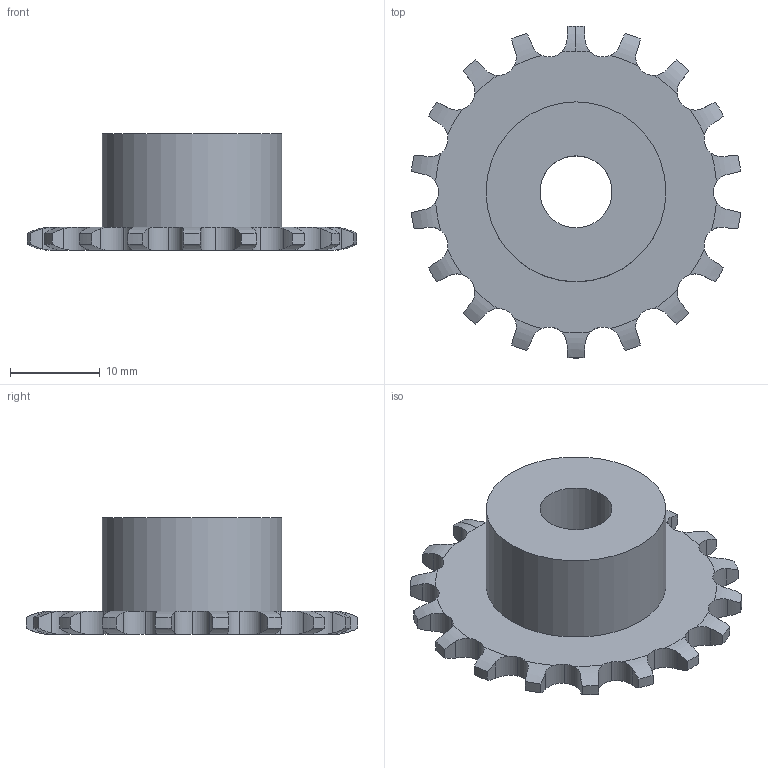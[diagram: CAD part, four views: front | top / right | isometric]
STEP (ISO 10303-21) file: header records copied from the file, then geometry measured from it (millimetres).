
FILE_DESCRIPTION(('FreeCAD Model'),'2;1');
FILE_NAME('Open CASCADE Shape Model','2021-02-25T15:52:22',( 'Simone Bignetti'),(''),'Open CASCADE STEP processor 7.4','FreeCAD', 'Unknown');
FILE_SCHEMA(('AUTOMOTIVE_DESIGN { 1 0 10303 214 1 1 1 1 }'));
Length unit declared in the file: millimetre
Products named in the file (1): Hole
Bounding box: 36.61 x 36.9 x 13 mm (x, y, z)
Volume: 4825.4 mm3; surface area: 3009.4 mm2
Topology: 1 solids, 1 shells, 133 faces, 426 edges, 296 vertices
Faces by surface type: cylinder 92, revolution 38, plane 3
Full cylindrical faces by diameter (mm): 8 x1, 20 x1
Entity records: 15531 total; most frequent: CARTESIAN_POINT 7812, DIRECTION 1267, ORIENTED_EDGE 852, PCURVE 852, DEFINITIONAL_REPRESENTATION 852, LINE 506, VECTOR 506, B_SPLINE_CURVE_WITH_KNOTS 432
